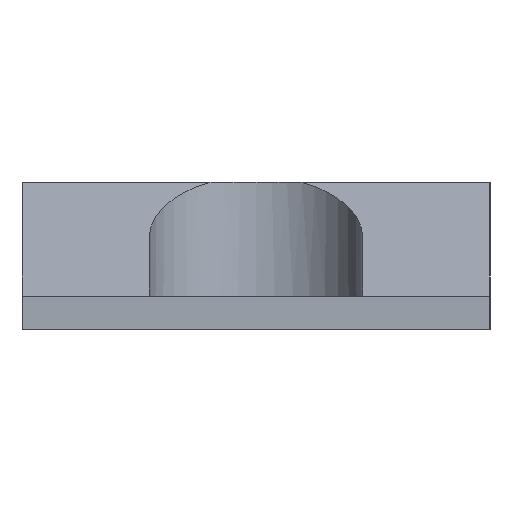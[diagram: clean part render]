
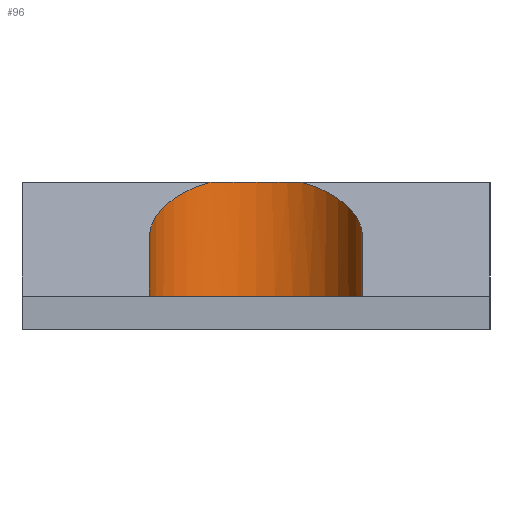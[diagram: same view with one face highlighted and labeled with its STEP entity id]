
A CAD part, left-side view. The second image highlights one B-rep face of the part: STEP entity #96.
In plain terms, the highlighted cylindrical face has radius 16 mm (diameter 32 mm), a partial arc.
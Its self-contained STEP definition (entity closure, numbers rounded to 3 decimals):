
#96=ADVANCED_FACE('',(#444),#446,.F.);
#444=FACE_BOUND('',#445,.T.);
#445=EDGE_LOOP('',(#930,#931,#932,#933,#934,#935));
#446=CYLINDRICAL_SURFACE('',#447,16.);
#447=AXIS2_PLACEMENT_3D('',#448,#449,#450);
#448=CARTESIAN_POINT('',(15.,35.,5.));
#449=DIRECTION('',(0.,0.,-1.));
#450=DIRECTION('',(0.,1.,0.));
#930=ORIENTED_EDGE('',*,*,#1350,.F.);
#931=ORIENTED_EDGE('',*,*,#1366,.F.);
#932=ORIENTED_EDGE('',*,*,#1353,.T.);
#933=ORIENTED_EDGE('',*,*,#1367,.T.);
#934=ORIENTED_EDGE('',*,*,#1347,.F.);
#935=ORIENTED_EDGE('',*,*,#1343,.F.);
#1343=EDGE_CURVE('',#1584,#1586,#1587,.T.);
#1347=EDGE_CURVE('',#1586,#1592,#1593,.F.);
#1350=EDGE_CURVE('',#1595,#1584,#1597,.T.);
#1353=EDGE_CURVE('',#1598,#1600,#1602,.T.);
#1366=EDGE_CURVE('',#1598,#1595,#1621,.T.);
#1367=EDGE_CURVE('',#1600,#1592,#1622,.T.);
#1584=VERTEX_POINT('',#1986);
#1586=VERTEX_POINT('',#1990);
#1587=CIRCLE('',#1991,16.);
#1592=VERTEX_POINT('',#2005);
#1593=(BOUNDED_CURVE()B_SPLINE_CURVE(3,
(#2006,#2007,#2008,#2009),
.UNSPECIFIED.,.F.,.F.)B_SPLINE_CURVE_WITH_KNOTS((4,4),
(0.,1.),
.UNSPECIFIED.)CURVE()GEOMETRIC_REPRESENTATION_ITEM()RATIONAL_B_SPLINE_CURVE((1.,
0.897,0.897,1.))REPRESENTATION_ITEM(''));
#1595=VERTEX_POINT('',#2013);
#1597=(BOUNDED_CURVE()B_SPLINE_CURVE(3,
(#2017,#2018,#2019,#2020),
.UNSPECIFIED.,.F.,.F.)B_SPLINE_CURVE_WITH_KNOTS((4,4),
(0.,1.),
.UNSPECIFIED.)CURVE()GEOMETRIC_REPRESENTATION_ITEM()RATIONAL_B_SPLINE_CURVE((1.,
0.897,0.897,1.))REPRESENTATION_ITEM(''));
#1598=VERTEX_POINT('',#2021);
#1600=VERTEX_POINT('',#2025);
#1602=CIRCLE('',#2029,16.);
#1621=LINE('',#2080,#2081);
#1622=LINE('',#2083,#2084);
#1986=CARTESIAN_POINT('',(29.445,41.881,22.));
#1990=CARTESIAN_POINT('',(29.445,28.119,22.));
#1991=AXIS2_PLACEMENT_3D('',#1992,#1993,#1994);
#1992=CARTESIAN_POINT('',(15.,35.,22.));
#1993=DIRECTION('',(0.,0.,-1.));
#1994=DIRECTION('',(0.903,0.43,0.));
#2005=CARTESIAN_POINT('',(15.,19.,13.66));
#2006=CARTESIAN_POINT('',(15.,19.,13.66));
#2007=CARTESIAN_POINT('',(21.348,19.,17.325));
#2008=CARTESIAN_POINT('',(26.715,22.389,20.424));
#2009=CARTESIAN_POINT('',(29.445,28.119,22.));
#2013=CARTESIAN_POINT('',(15.,51.,13.66));
#2017=CARTESIAN_POINT('',(15.,51.,13.66));
#2018=CARTESIAN_POINT('',(21.348,51.,17.325));
#2019=CARTESIAN_POINT('',(26.715,47.611,20.424));
#2020=CARTESIAN_POINT('',(29.445,41.881,22.));
#2021=CARTESIAN_POINT('',(15.,51.,5.));
#2025=CARTESIAN_POINT('',(15.,19.,5.));
#2029=AXIS2_PLACEMENT_3D('',#2030,#2031,#2032);
#2030=CARTESIAN_POINT('',(15.,35.,5.));
#2031=DIRECTION('',(0.,0.,-1.));
#2032=DIRECTION('',(0.,1.,0.));
#2080=CARTESIAN_POINT('',(15.,51.,5.));
#2081=VECTOR('',#2082,1.);
#2082=DIRECTION('',(0.,0.,1.));
#2083=CARTESIAN_POINT('',(15.,19.,5.));
#2084=VECTOR('',#2085,1.);
#2085=DIRECTION('',(0.,0.,1.));
